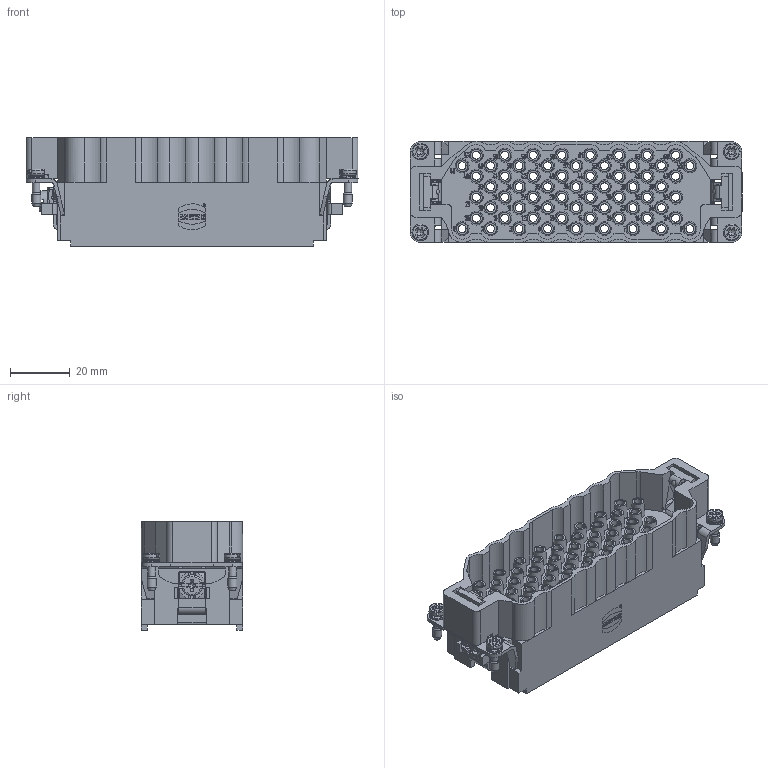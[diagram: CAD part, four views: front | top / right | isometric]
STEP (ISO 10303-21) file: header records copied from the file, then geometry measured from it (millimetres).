
FILE_DESCRIPTION(/* description */ (''),/* implementation_level */ '2;1');
FILE_NAME(/* name */ '100198133ugm000_c.stp',/* time_stamp */ '2017-10-26T12:12:43+02:00',/* author */ (''),/* organization */ (''),/* preprocessor_version */ 'ST-DEVELOPER v16',/* originating_system */ 'SIEMENS PLM Software NX 10.0',/* authorisation */ '');
FILE_SCHEMA (('AUTOMOTIVE_DESIGN { 1 0 10303 214 3 1 1 1 }'));
Products named in the file (1): 100198133ugm000_c
Bounding box: 110.8 x 33.8 x 36.37 mm (x, y, z)
Volume: 49903.4 mm3; surface area: 50169.2 mm2
Topology: 1 solids, 1 shells, 2446 faces, 16259 edges, 19429 vertices
Faces by surface type: plane 1443, cylinder 552, cone 305, bspline 130, torus 12, sphere 4
Full cylindrical faces by diameter (mm): 0.6 x2, 2.438 x2, 2.5 x10, 2.6 x64, 3 x4, 3.2 x1, 3.5 x1, 3.7 x1, 4.7 x64, 5.5 x4, 7 x1
Entity records: 185820 total; most frequent: CARTESIAN_POINT 54948, ORIENTED_EDGE 21172, DIRECTION 13895, EDGE_CURVE 10586, VERTEX_POINT 8946, B_SPLINE_CURVE_WITH_KNOTS 7749, PRESENTATION_STYLE_ASSIGNMENT 7645, LINE 5805
